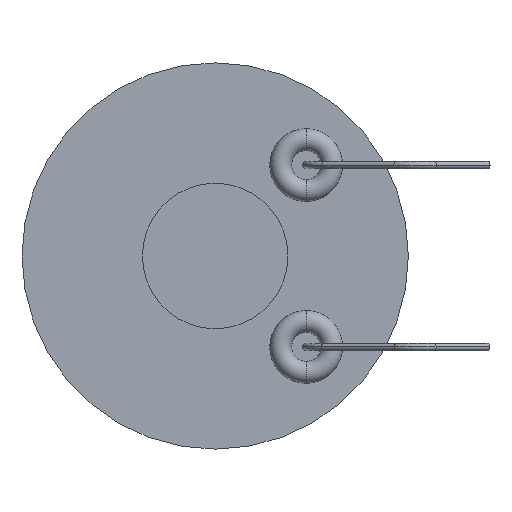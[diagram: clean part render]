
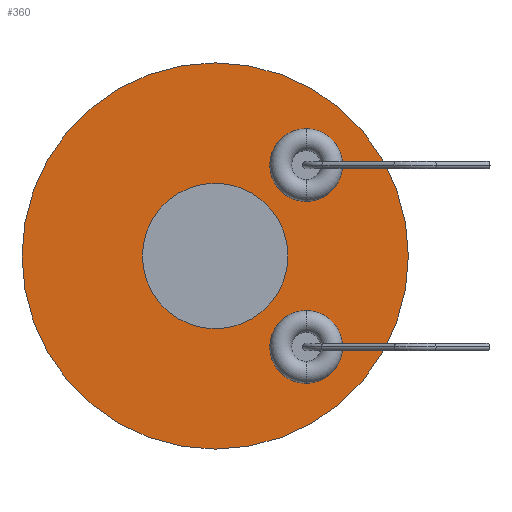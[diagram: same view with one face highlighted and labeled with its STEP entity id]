
A CAD part, front view. The second image highlights one B-rep face of the part: STEP entity #360.
In plain terms, the highlighted planar face has unit normal (0, -1, 0).
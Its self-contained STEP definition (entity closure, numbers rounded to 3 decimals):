
#190=CARTESIAN_POINT('POINT15',(-0.2,-0.64,
   0.));
#191=VERTEX_POINT('VERTEX15',#190);
#198=CARTESIAN_POINT('POINT16',(0.2,-0.64,0.));
#199=VERTEX_POINT('VERTEX16',#198);
#200=CARTESIAN_POINT('POS22',(0.,-0.64,0.));
#201=DIRECTION('DIR38',(0.,1.,0.));
#202=DIRECTION('DIR39',(1.,0.,0.));
#203=AXIS2_PLACEMENT_3D('AXIS17',#200,#201,#202);
#204=CIRCLE('ELLIPSE12',#203,0.2);
#205=EDGE_CURVE('EDGE20',#191,#199,#204,.F.);
#225=EDGE_CURVE('EDGE22',#199,#191,#204,.F.);
#230=CARTESIAN_POINT('POINT17',(0.25,-0.64,0.35));
#231=VERTEX_POINT('VERTEX17',#230);
#239=CARTESIAN_POINT('POINT18',(0.25,-0.64,0.15));
#240=VERTEX_POINT('VERTEX18',#239);
#241=CARTESIAN_POINT('POS26',(0.25,-0.64,0.25));
#242=DIRECTION('DIR45',(0.,1.,0.));
#243=DIRECTION('DIR46',(0.,0.,-1.));
#244=AXIS2_PLACEMENT_3D('AXIS20',#241,#242,#243);
#245=CIRCLE('ELLIPSE14',#244,0.1);
#246=EDGE_CURVE('EDGE24',#231,#240,#245,.F.);
#269=CARTESIAN_POINT('POS29',(0.25,-0.64,0.25));
#270=DIRECTION('DIR51',(0.,1.,0.));
#271=DIRECTION('DIR52',(0.,0.,-1.));
#272=AXIS2_PLACEMENT_3D('AXIS23',#269,#270,#271);
#273=CIRCLE('ELLIPSE16',#272,0.1);
#274=EDGE_CURVE('EDGE26',#240,#231,#273,.F.);
#279=CARTESIAN_POINT('POINT19',(0.25,-0.64,-0.35));
#280=VERTEX_POINT('VERTEX19',#279);
#288=CARTESIAN_POINT('POINT20',(0.25,-0.64,-0.15));
#289=VERTEX_POINT('VERTEX20',#288);
#290=CARTESIAN_POINT('POS31',(0.25,-0.64,-0.25));
#291=DIRECTION('DIR55',(0.,-1.,0.));
#292=DIRECTION('DIR56',(0.,0.,-1.));
#293=AXIS2_PLACEMENT_3D('AXIS25',#290,#291,#292);
#294=CIRCLE('ELLIPSE18',#293,0.1);
#295=EDGE_CURVE('EDGE28',#280,#289,#294,.T.);
#318=CARTESIAN_POINT('POS34',(0.25,-0.64,-0.25));
#319=DIRECTION('DIR61',(0.,-1.,0.));
#320=DIRECTION('DIR62',(0.,0.,-1.));
#321=AXIS2_PLACEMENT_3D('AXIS28',#318,#319,#320);
#322=CIRCLE('ELLIPSE20',#321,0.1);
#323=EDGE_CURVE('EDGE30',#289,#280,#322,.T.);
#328=ORIENTED_EDGE('COEDGE55',*,*,#323,.F.);
#329=ORIENTED_EDGE('COEDGE56',*,*,#295,.F.);
#330=EDGE_LOOP('NONE',(#328,#329));
#331=FACE_BOUND('LOOP1',#330,.T.);
#332=ORIENTED_EDGE('COEDGE57',*,*,#274,.F.);
#333=ORIENTED_EDGE('COEDGE58',*,*,#246,.F.);
#334=EDGE_LOOP('NONE',(#332,#333));
#335=FACE_BOUND('LOOP1',#334,.T.);
#336=CARTESIAN_POINT('POINT21',(0.531,-0.64,
   0.));
#337=VERTEX_POINT('VERTEX21',#336);
#338=CARTESIAN_POINT('POINT22',(-0.531,-0.64,
   0.));
#339=VERTEX_POINT('VERTEX22',#338);
#340=CARTESIAN_POINT('POS35',(0.,-0.64,0.));
#341=DIRECTION('DIR63',(0.,-1.,0.));
#342=DIRECTION('DIR64',(1.,0.,0.));
#343=AXIS2_PLACEMENT_3D('AXIS29',#340,#341,#342);
#344=CIRCLE('ELLIPSE21',#343,0.531);
#345=EDGE_CURVE('EDGE31',#337,#339,#344,.F.);
#346=ORIENTED_EDGE('COEDGE59',*,*,#345,.F.);
#347=EDGE_CURVE('EDGE32',#339,#337,#344,.F.);
#348=ORIENTED_EDGE('COEDGE60',*,*,#347,.F.);
#349=EDGE_LOOP('NONE',(#346,#348));
#350=FACE_BOUND('LOOP1',#349,.T.);
#351=ORIENTED_EDGE('COEDGE61',*,*,#225,.F.);
#352=ORIENTED_EDGE('COEDGE62',*,*,#205,.F.);
#353=EDGE_LOOP('NONE',(#351,#352));
#354=FACE_BOUND('LOOP1',#353,.T.);
#355=CARTESIAN_POINT('POS36',(0.,-0.64,0.));
#356=DIRECTION('DIR65',(0.,-1.,0.));
#357=DIRECTION('DIR66',(1.,0.,0.));
#358=AXIS2_PLACEMENT_3D('AXIS30',#355,#356,#357);
#359=PLANE('PLANE4',#358);
#360=ADVANCED_FACE('FACE14',(#331,#335,#350,#354),#359,.T.);
